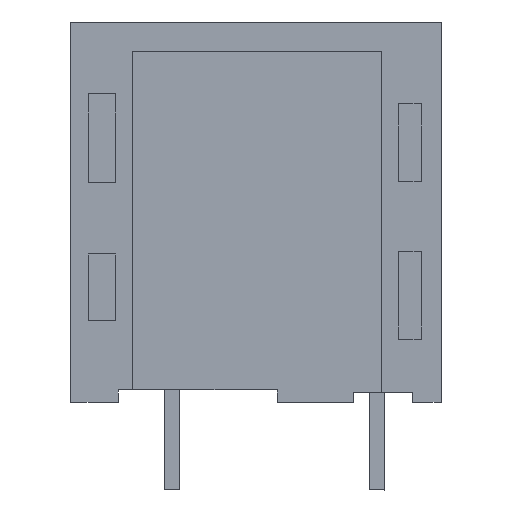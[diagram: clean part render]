
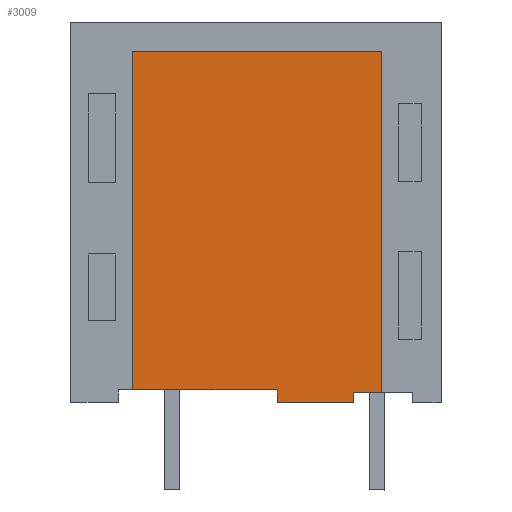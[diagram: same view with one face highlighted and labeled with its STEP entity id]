
A CAD part, left-side view. The second image highlights one B-rep face of the part: STEP entity #3009.
In plain terms, the highlighted planar face has unit normal (-1, 0, 0).
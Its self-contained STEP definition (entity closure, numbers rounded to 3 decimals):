
#2985=AXIS2_PLACEMENT_3D('Plane Axis2P3D',#2982,#2983,#2984) ;
#355=CARTESIAN_POINT('Vertex',(1.1,6.55,4.)) ;
#358=CARTESIAN_POINT('Line Origine',(1.1,9.439,4.)) ;
#362=CARTESIAN_POINT('Vertex',(1.1,12.329,4.)) ;
#389=CARTESIAN_POINT('Line Origine',(1.1,12.329,10.764)) ;
#393=CARTESIAN_POINT('Vertex',(1.1,12.329,17.529)) ;
#418=CARTESIAN_POINT('Vertex',(1.1,2.371,17.529)) ;
#421=CARTESIAN_POINT('Line Origine',(1.1,7.35,17.529)) ;
#439=CARTESIAN_POINT('Line Origine',(1.1,2.371,10.714)) ;
#443=CARTESIAN_POINT('Vertex',(1.1,2.371,3.9)) ;
#468=CARTESIAN_POINT('Vertex',(1.1,3.5,3.9)) ;
#485=CARTESIAN_POINT('Line Origine',(1.1,2.936,3.9)) ;
#2966=CARTESIAN_POINT('Vertex',(1.1,6.55,3.5)) ;
#2969=CARTESIAN_POINT('Line Origine',(1.1,6.55,3.75)) ;
#2982=CARTESIAN_POINT('Axis2P3D Location',(1.1,14.8,0.)) ;
#2987=CARTESIAN_POINT('Line Origine',(1.1,5.025,3.5)) ;
#2991=CARTESIAN_POINT('Vertex',(1.1,3.5,3.5)) ;
#2994=CARTESIAN_POINT('Line Origine',(1.1,3.5,3.7)) ;
#359=DIRECTION('Vector Direction',(0.,1.,0.)) ;
#390=DIRECTION('Vector Direction',(0.,0.,-1.)) ;
#422=DIRECTION('Vector Direction',(0.,-1.,0.)) ;
#440=DIRECTION('Vector Direction',(0.,0.,1.)) ;
#486=DIRECTION('Vector Direction',(0.,-1.,0.)) ;
#2970=DIRECTION('Vector Direction',(0.,0.,1.)) ;
#2983=DIRECTION('Axis2P3D Direction',(-1.,0.,0.)) ;
#2984=DIRECTION('Axis2P3D XDirection',(0.,-1.,0.)) ;
#2988=DIRECTION('Vector Direction',(0.,1.,0.)) ;
#2995=DIRECTION('Vector Direction',(0.,0.,1.)) ;
#360=VECTOR('Line Direction',#359,1.) ;
#391=VECTOR('Line Direction',#390,1.) ;
#423=VECTOR('Line Direction',#422,1.) ;
#441=VECTOR('Line Direction',#440,1.) ;
#487=VECTOR('Line Direction',#486,1.) ;
#2971=VECTOR('Line Direction',#2970,1.) ;
#2989=VECTOR('Line Direction',#2988,1.) ;
#2996=VECTOR('Line Direction',#2995,1.) ;
#3000=ORIENTED_EDGE('',*,*,#364,.F.) ;
#3001=ORIENTED_EDGE('',*,*,#2973,.F.) ;
#3002=ORIENTED_EDGE('',*,*,#2993,.T.) ;
#3003=ORIENTED_EDGE('',*,*,#2998,.T.) ;
#3004=ORIENTED_EDGE('',*,*,#489,.T.) ;
#3005=ORIENTED_EDGE('',*,*,#445,.T.) ;
#3006=ORIENTED_EDGE('',*,*,#425,.T.) ;
#3007=ORIENTED_EDGE('',*,*,#395,.T.) ;
#3009=ADVANCED_FACE('HOUSING',(#3008),#2986,.T.) ;
#364=EDGE_CURVE('',#356,#363,#361,.T.) ;
#395=EDGE_CURVE('',#394,#363,#392,.T.) ;
#425=EDGE_CURVE('',#419,#394,#424,.F.) ;
#445=EDGE_CURVE('',#444,#419,#442,.T.) ;
#489=EDGE_CURVE('',#469,#444,#488,.T.) ;
#2973=EDGE_CURVE('',#2967,#356,#2972,.T.) ;
#2993=EDGE_CURVE('',#2967,#2992,#2990,.F.) ;
#2998=EDGE_CURVE('',#2992,#469,#2997,.T.) ;
#2999=EDGE_LOOP('',(#3000,#3001,#3002,#3003,#3004,#3005,#3006,#3007)) ;
#3008=FACE_OUTER_BOUND('',#2999,.T.) ;
#361=LINE('Line',#358,#360) ;
#392=LINE('Line',#389,#391) ;
#424=LINE('Line',#421,#423) ;
#442=LINE('Line',#439,#441) ;
#488=LINE('Line',#485,#487) ;
#2972=LINE('Line',#2969,#2971) ;
#2990=LINE('Line',#2987,#2989) ;
#2997=LINE('Line',#2994,#2996) ;
#2986=PLANE('',#2985) ;
#356=VERTEX_POINT('',#355) ;
#363=VERTEX_POINT('',#362) ;
#394=VERTEX_POINT('',#393) ;
#419=VERTEX_POINT('',#418) ;
#444=VERTEX_POINT('',#443) ;
#469=VERTEX_POINT('',#468) ;
#2967=VERTEX_POINT('',#2966) ;
#2992=VERTEX_POINT('',#2991) ;
